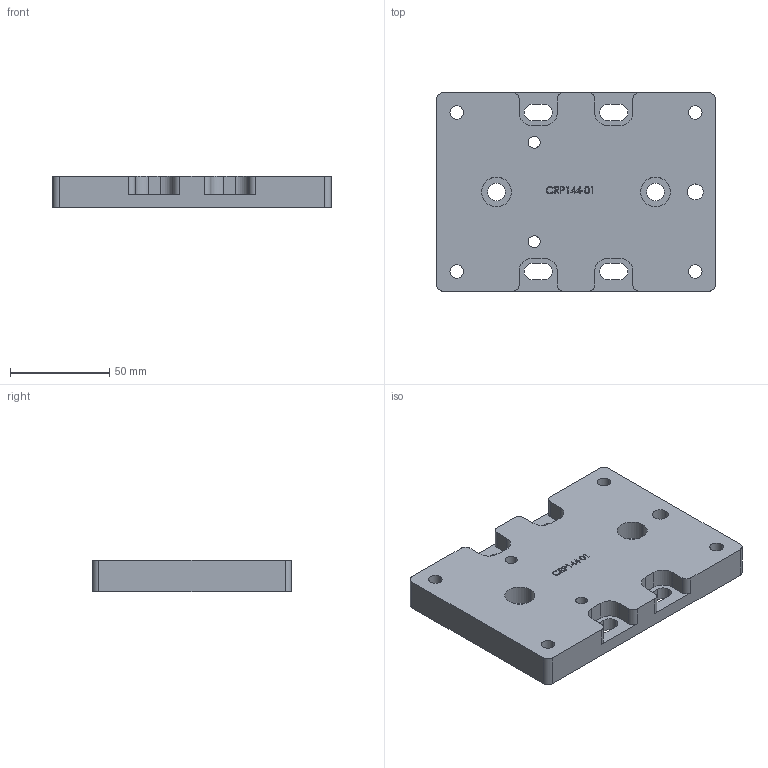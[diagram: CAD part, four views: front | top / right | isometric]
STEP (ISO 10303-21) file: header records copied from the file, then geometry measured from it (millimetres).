
FILE_DESCRIPTION (( 'STEP AP214' ), '1' );
FILE_NAME ('CRP144-01_B-03.STEP', '2018-04-17T20:26:35', ( '' ), ( '' ), 'SwSTEP 2.0', 'SolidWorks 2017', '' );
FILE_SCHEMA (( 'AUTOMOTIVE_DESIGN' ));
Length unit declared in the file: millimetre
Products named in the file (1): CRP144-01_B-03
Bounding box: 140 x 100 x 15.88 mm (x, y, z)
Volume: 199754.5 mm3; surface area: 39800.1 mm2
Topology: 1 solids, 1 shells, 192 faces, 522 edges, 348 vertices
Faces by surface type: plane 109, cylinder 54, bspline 29
Entity records: 8106 total; most frequent: CARTESIAN_POINT 3164, ORIENTED_EDGE 1044, DIRECTION 900, EDGE_CURVE 522, VECTOR 356, LINE 356, VERTEX_POINT 348, AXIS2_PLACEMENT_3D 272
